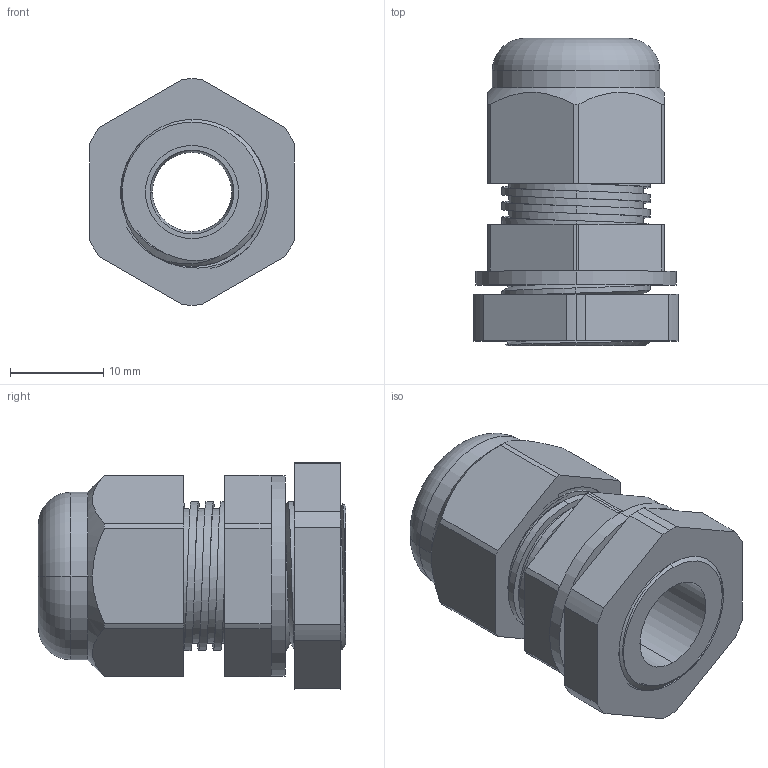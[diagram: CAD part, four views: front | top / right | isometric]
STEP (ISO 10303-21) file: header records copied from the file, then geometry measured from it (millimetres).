
FILE_DESCRIPTION (( 'STEP AP203' ), '1' );
FILE_NAME ('BM-ENX-21-W.step', '2016-02-11T13:26:05', ( '' ), ( '' ), 'SwSTEP 2.0', 'SolidWorks 2015', '' );
FILE_SCHEMA (( 'CONFIG_CONTROL_DESIGN' ));
Length unit declared in the file: millimetre
Products named in the file (1): BM-ENX-21-W
Bounding box: 22 x 33 x 24.3 mm (x, y, z)
Volume: 6782.8 mm3; surface area: 8414 mm2
Topology: 5 solids, 5 shells, 243 faces, 680 edges, 451 vertices
Faces by surface type: plane 133, cylinder 88, bspline 11, cone 7, torus 4
Entity records: 11740 total; most frequent: CARTESIAN_POINT 5598, ORIENTED_EDGE 1360, DIRECTION 1219, EDGE_CURVE 680, VERTEX_POINT 451, AXIS2_PLACEMENT_3D 440, VECTOR 339, LINE 339
